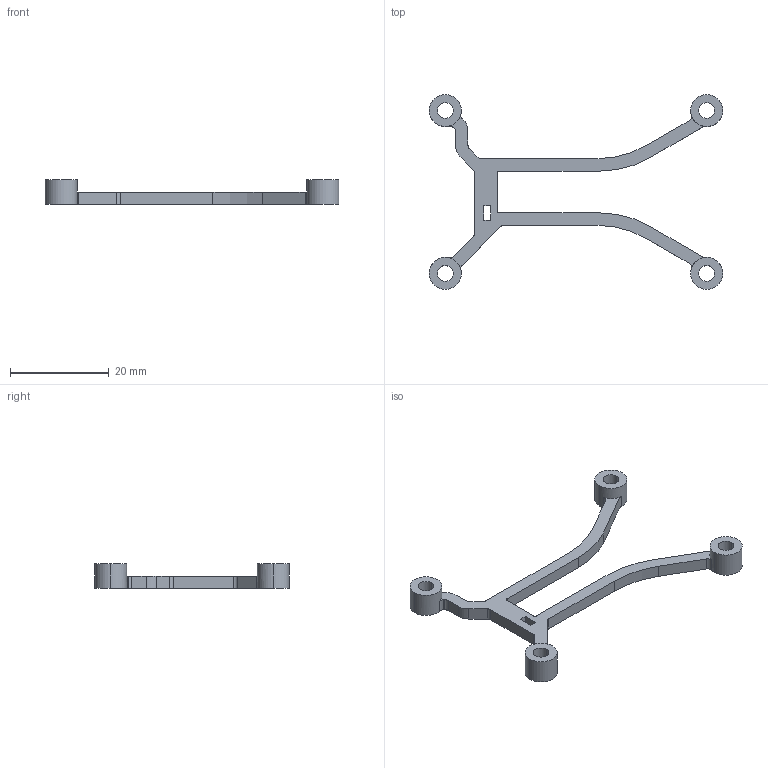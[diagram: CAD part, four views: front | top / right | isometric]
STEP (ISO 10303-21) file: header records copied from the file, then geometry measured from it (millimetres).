
FILE_DESCRIPTION (( 'STEP AP214' ), '1' );
FILE_NAME ('G°åµæÆ¬.STEP', '2025-04-13T08:45:01', ( '' ), ( '' ), 'SwSTEP 2.0', 'SolidWorks 2024', '' );
FILE_SCHEMA (( 'AUTOMOTIVE_DESIGN' ));
Length unit declared in the file: millimetre
Products named in the file (1): G板垫片
Bounding box: 59.5 x 39.5 x 5 mm (x, y, z)
Volume: 1318.8 mm3; surface area: 2041.9 mm2
Topology: 1 solids, 1 shells, 68 faces, 198 edges, 132 vertices
Faces by surface type: cylinder 40, plane 28
Entity records: 2333 total; most frequent: DIRECTION 424, CARTESIAN_POINT 399, ORIENTED_EDGE 396, EDGE_CURVE 198, AXIS2_PLACEMENT_3D 157, VERTEX_POINT 132, VECTOR 110, LINE 110
